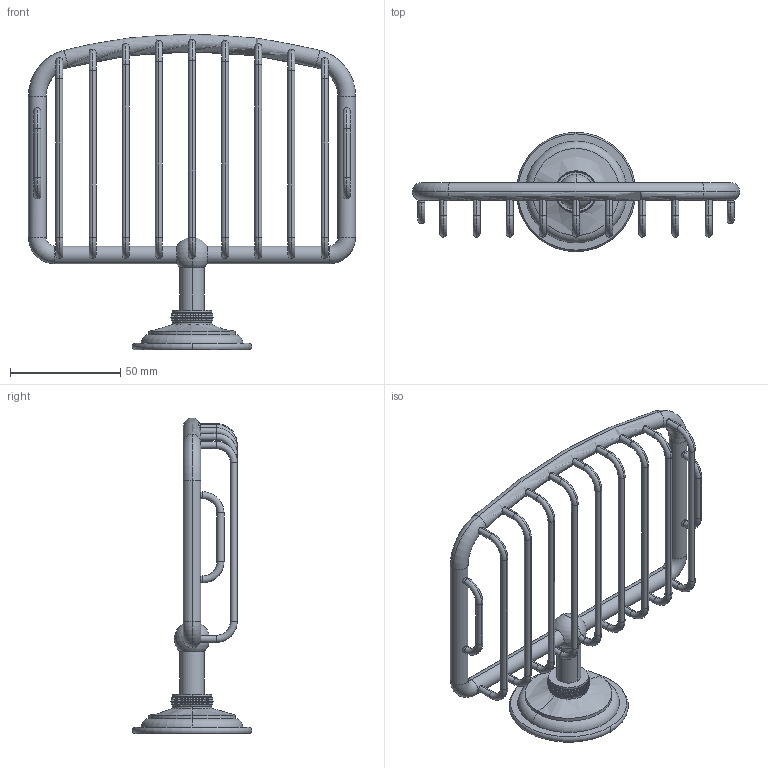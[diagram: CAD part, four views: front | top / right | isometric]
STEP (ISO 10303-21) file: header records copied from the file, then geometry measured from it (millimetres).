
FILE_DESCRIPTION((''),'2;1');
FILE_NAME('26550','2021-12-17T16:12:34',('jinson.thomas'),(''),'CREO PARAMETRIC BY PTC INC, 2018400','CREO PARAMETRIC BY PTC INC, 2018400','');
FILE_SCHEMA(('CONFIG_CONTROL_DESIGN'));
Length unit declared in the file: inch
Products named in the file (1): 26550
Bounding box: 148.08 x 54 x 142.96 mm (x, y, z)
Volume: 52153.7 mm3; surface area: 29012.5 mm2
Topology: 1 solids, 1 shells, 387 faces, 717 edges, 331 vertices
Faces by surface type: plane 163, cylinder 82, bspline 82, torus 58, sphere 2
Entity records: 11722 total; most frequent: CARTESIAN_POINT 4675, DIRECTION 1474, ORIENTED_EDGE 1430, EDGE_CURVE 715, AXIS2_PLACEMENT_3D 656, EDGE_LOOP 412, FACE_OUTER_BOUND 387, ADVANCED_FACE 387
